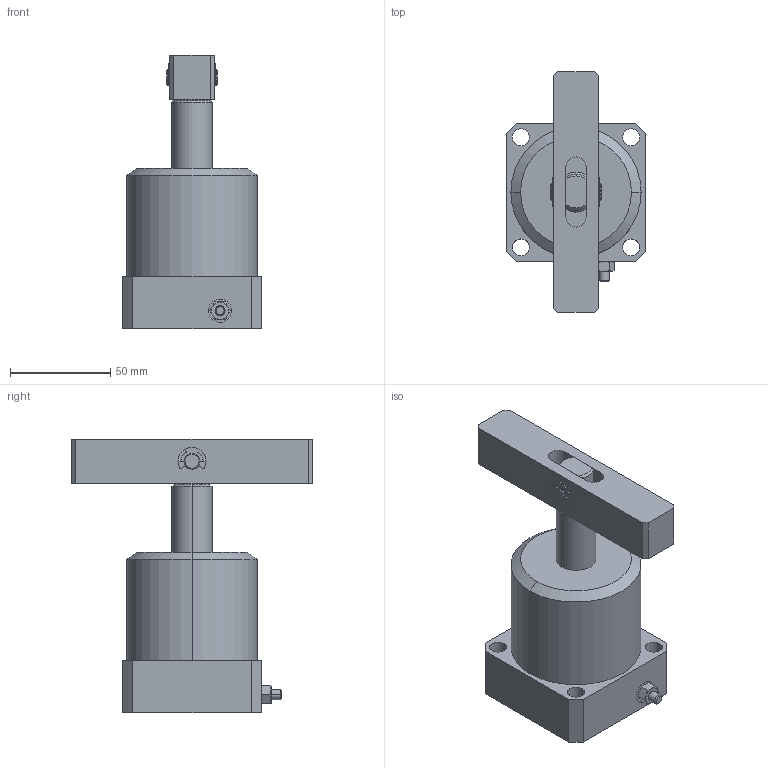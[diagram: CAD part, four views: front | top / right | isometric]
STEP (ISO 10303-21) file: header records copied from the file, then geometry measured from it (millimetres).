
FILE_DESCRIPTION (( 'STEP AP203' ), '1' );
FILE_NAME ('HCAS-MF50.STEP', '2019-10-14T08:57:18', ( '微软用户' ), ( '微软中国' ), 'SwSTEP 2.0', 'SolidWorks 2012', '' );
FILE_SCHEMA (( 'CONFIG_CONTROL_DESIGN' ));
Length unit declared in the file: millimetre
Products named in the file (7): 覃厒概; 縐遠8; HCAS-MF50DÏú; HCAS-MF50D活塞杆; HCAS-MF50D邧旋; HCAS-MF50掛极; HCAS-MF50
Assembly tree (7 placements, depth 2):
  HCAS-MF50
    HCAS-MF50掛极
    HCAS-MF50D邧旋
    HCAS-MF50D活塞杆
    HCAS-MF50DÏú
    縐遠8  x2
    覃厒概
Bounding box: 69 x 120 x 136.5 mm (x, y, z)
Volume: 303426.7 mm3; surface area: 66514.3 mm2
Topology: 7 solids, 7 shells, 248 faces, 613 edges, 399 vertices
Faces by surface type: plane 107, cylinder 99, cone 20, bspline 16, torus 6
Entity records: 7984 total; most frequent: CARTESIAN_POINT 2042, DIRECTION 1091, ORIENTED_EDGE 1054, EDGE_CURVE 527, AXIS2_PLACEMENT_3D 400, VERTEX_POINT 343, VECTOR 291, LINE 291
